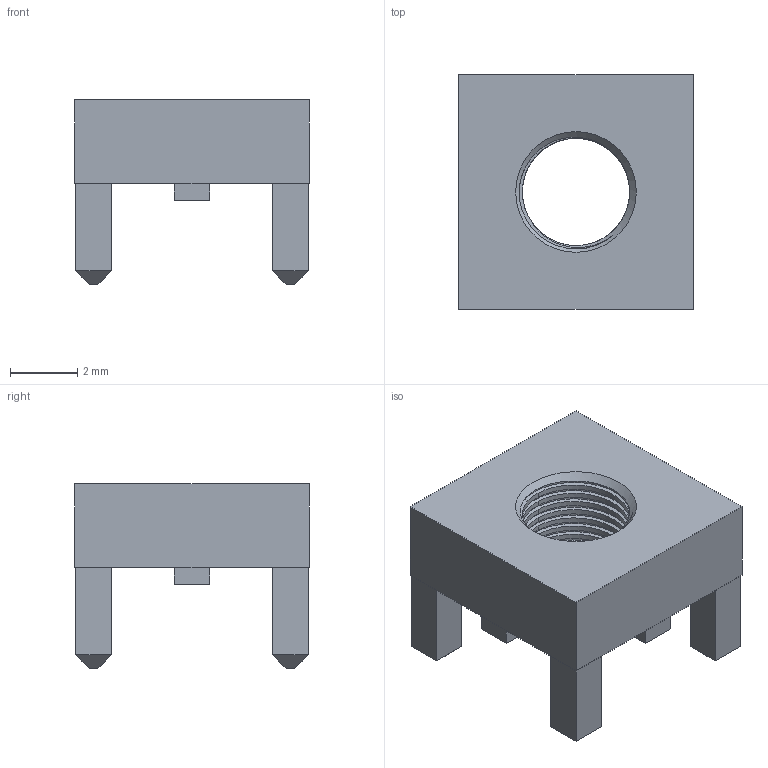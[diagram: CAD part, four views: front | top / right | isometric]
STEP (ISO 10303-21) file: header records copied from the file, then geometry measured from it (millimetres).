
FILE_DESCRIPTION(/* description */ (''),/* implementation_level */ '2;1');
FILE_NAME(/* name */ 'Wurth 74650073.step.step',/* time_stamp */ '2022-08-05T23:01:25+01:00',/* author */ (''),/* organization */ (''),/* preprocessor_version */ 'ST-DEVELOPER v19',/* originating_system */ 'Autodesk Translation Framework v11.7.0.108',/* authorisation */ '');
FILE_SCHEMA (('AUTOMOTIVE_DESIGN { 1 0 10303 214 3 1 1 }'));
Length unit declared in the file: millimetre
Products named in the file (1): Wurth 74650073
Bounding box: 7 x 7 x 5.5 mm (x, y, z)
Volume: 115.9 mm3; surface area: 243.2 mm2
Topology: 1 solids, 1 shells, 83 faces, 203 edges, 130 vertices
Faces by surface type: plane 62, cylinder 18, bspline 2, cone 1
Full cylindrical faces by diameter (mm): 3.2 x7, 3.4 x7
Entity records: 3891 total; most frequent: CARTESIAN_POINT 1977, ORIENTED_EDGE 406, DIRECTION 333, EDGE_CURVE 203, LINE 157, VECTOR 157, VERTEX_POINT 130, EDGE_LOOP 93
